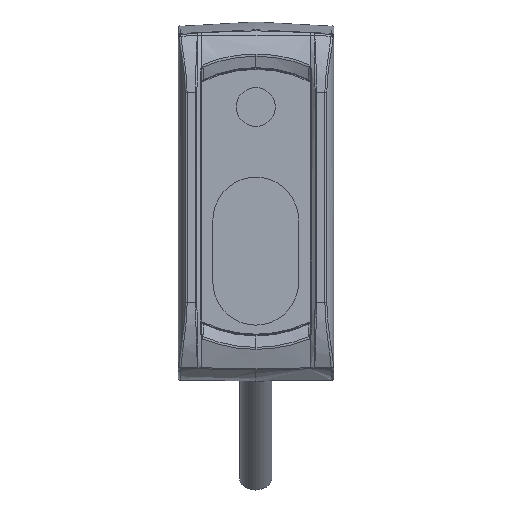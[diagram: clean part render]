
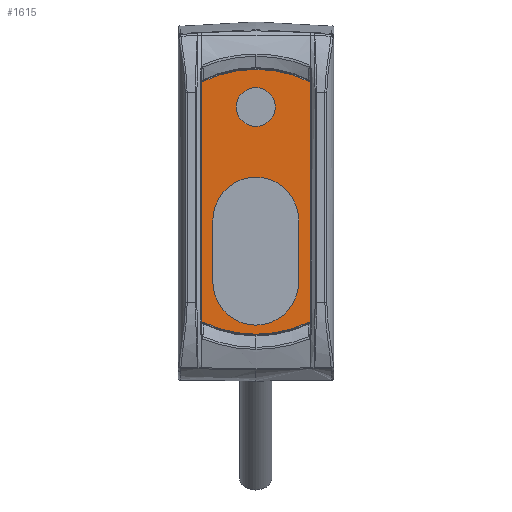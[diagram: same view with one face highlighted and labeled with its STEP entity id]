
A CAD part, front view. The second image highlights one B-rep face of the part: STEP entity #1615.
In plain terms, the highlighted planar face has unit normal (0, -1, 0).
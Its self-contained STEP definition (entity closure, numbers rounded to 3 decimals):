
#1615=ADVANCED_FACE('',(#2367,#2368,#2369),#2073,.F.);
#2073=PLANE('',#11799);
#2367=FACE_BOUND('',#2674,.T.);
#2368=FACE_BOUND('',#2675,.T.);
#2369=FACE_BOUND('',#2676,.T.);
#2674=EDGE_LOOP('',(#4928));
#2675=EDGE_LOOP('',(#4929,#4930,#4931,#4932));
#2676=EDGE_LOOP('',(#4933,#4934,#4935,#4936));
#3266=CIRCLE('',#11796,2.5);
#3267=CIRCLE('',#11797,5.5);
#3268=CIRCLE('',#11798,5.5);
#3534=B_SPLINE_CURVE_WITH_KNOTS('',3,(#21443,#21444,#21445,#21446),
 .UNSPECIFIED.,.F.,.F.,(4,4),(0.,1.),.UNSPECIFIED.);
#3535=B_SPLINE_CURVE_WITH_KNOTS('',3,(#21451,#21452,#21453,#21454),
 .UNSPECIFIED.,.F.,.F.,(4,4),(0.,1.),.UNSPECIFIED.);
#4928=ORIENTED_EDGE('',*,*,#8665,.F.);
#4929=ORIENTED_EDGE('',*,*,#8666,.T.);
#4930=ORIENTED_EDGE('',*,*,#8667,.T.);
#4931=ORIENTED_EDGE('',*,*,#8668,.T.);
#4932=ORIENTED_EDGE('',*,*,#8669,.T.);
#4933=ORIENTED_EDGE('',*,*,#8670,.F.);
#4934=ORIENTED_EDGE('',*,*,#8671,.F.);
#4935=ORIENTED_EDGE('',*,*,#8672,.F.);
#4936=ORIENTED_EDGE('',*,*,#8673,.F.);
#7397=VERTEX_POINT('',#21442);
#7398=VERTEX_POINT('',#21447);
#7399=VERTEX_POINT('',#21448);
#7400=VERTEX_POINT('',#21450);
#7401=VERTEX_POINT('',#21455);
#7402=VERTEX_POINT('',#21458);
#7403=VERTEX_POINT('',#21459);
#7404=VERTEX_POINT('',#21461);
#7405=VERTEX_POINT('',#21463);
#8665=EDGE_CURVE('',#7397,#7397,#3266,.T.);
#8666=EDGE_CURVE('',#7398,#7399,#3534,.T.);
#8667=EDGE_CURVE('',#7399,#7400,#9882,.T.);
#8668=EDGE_CURVE('',#7400,#7401,#3535,.T.);
#8669=EDGE_CURVE('',#7401,#7398,#9883,.T.);
#8670=EDGE_CURVE('',#7402,#7403,#9884,.T.);
#8671=EDGE_CURVE('',#7404,#7402,#3267,.T.);
#8672=EDGE_CURVE('',#7405,#7404,#9885,.T.);
#8673=EDGE_CURVE('',#7403,#7405,#3268,.T.);
#9882=LINE('',#21449,#10801);
#9883=LINE('',#21456,#10802);
#9884=LINE('',#21457,#10803);
#9885=LINE('',#21462,#10804);
#10801=VECTOR('',#12719,1.);
#10802=VECTOR('',#12720,1.);
#10803=VECTOR('',#12721,1.);
#10804=VECTOR('',#12724,1.);
#11796=AXIS2_PLACEMENT_3D('',#21441,#12717,#12718);
#11797=AXIS2_PLACEMENT_3D('',#21460,#12722,#12723);
#11798=AXIS2_PLACEMENT_3D('',#21464,#12725,#12726);
#11799=AXIS2_PLACEMENT_3D('',#21465,#12727,#12728);
#12717=DIRECTION('',(0.,-1.,0.));
#12718=DIRECTION('',(0.,0.,1.));
#12719=DIRECTION('',(0.,0.,1.));
#12720=DIRECTION('',(0.,0.,-1.));
#12721=DIRECTION('',(0.,0.,-1.));
#12722=DIRECTION('',(0.,-1.,0.));
#12723=DIRECTION('',(0.,0.,1.));
#12724=DIRECTION('',(0.,0.,1.));
#12725=DIRECTION('',(0.,-1.,0.));
#12726=DIRECTION('',(0.,0.,1.));
#12727=DIRECTION('',(0.,1.,0.));
#12728=DIRECTION('',(0.,0.,1.));
#21441=CARTESIAN_POINT('',(-10.033,-3.367,-6.587));
#21442=CARTESIAN_POINT('',(-10.033,-3.367,-4.087));
#21443=CARTESIAN_POINT('',(-16.95,-3.367,-34.144));
#21444=CARTESIAN_POINT('',(-12.613,-3.367,-36.298));
#21445=CARTESIAN_POINT('',(-7.359,-3.367,-36.284));
#21446=CARTESIAN_POINT('',(-3.05,-3.367,-34.144));
#21447=CARTESIAN_POINT('',(-16.95,-3.367,-34.144));
#21448=CARTESIAN_POINT('',(-3.05,-3.367,-34.144));
#21449=CARTESIAN_POINT('',(-3.05,-3.367,-33.894));
#21450=CARTESIAN_POINT('',(-3.05,-3.367,-3.356));
#21451=CARTESIAN_POINT('',(-3.05,-3.367,-3.356));
#21452=CARTESIAN_POINT('',(-7.388,-3.367,-1.202));
#21453=CARTESIAN_POINT('',(-12.642,-3.367,-1.216));
#21454=CARTESIAN_POINT('',(-16.95,-3.367,-3.356));
#21455=CARTESIAN_POINT('',(-16.95,-3.366,-3.356));
#21456=CARTESIAN_POINT('',(-16.95,-3.367,-3.606));
#21457=CARTESIAN_POINT('',(-15.534,-3.367,-35.525));
#21458=CARTESIAN_POINT('',(-15.534,-3.367,-21.091));
#21459=CARTESIAN_POINT('',(-15.534,-3.367,-29.091));
#21460=CARTESIAN_POINT('',(-10.034,-3.367,-21.091));
#21461=CARTESIAN_POINT('',(-4.534,-3.367,-21.091));
#21462=CARTESIAN_POINT('',(-4.534,-3.367,-35.525));
#21463=CARTESIAN_POINT('',(-4.534,-3.367,-29.091));
#21464=CARTESIAN_POINT('',(-10.034,-3.367,-29.091));
#21465=CARTESIAN_POINT('',(-9.994,-3.367,-35.525));
